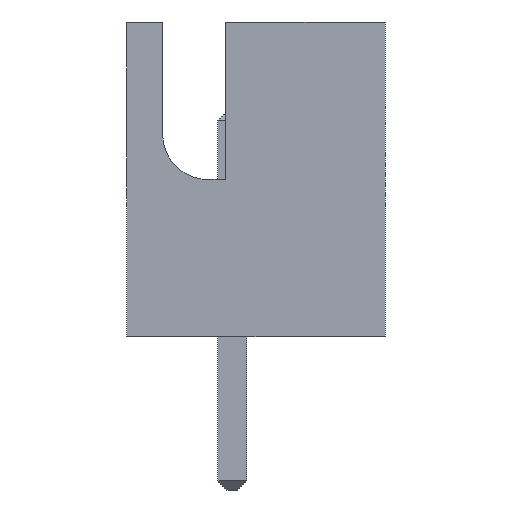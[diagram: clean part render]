
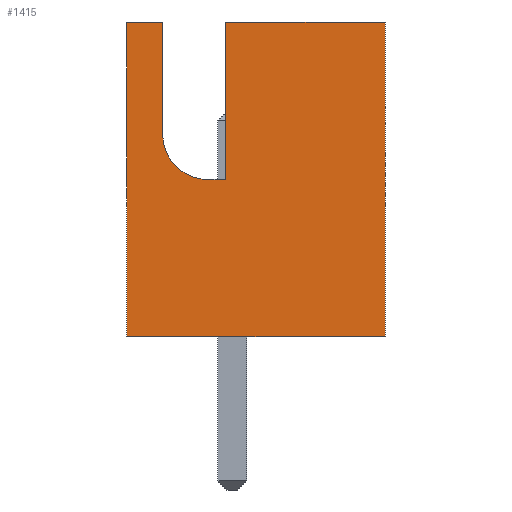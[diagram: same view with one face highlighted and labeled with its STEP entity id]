
A CAD part, left-side view. The second image highlights one B-rep face of the part: STEP entity #1415.
In plain terms, the highlighted planar face has unit normal (-1, 0, 0).
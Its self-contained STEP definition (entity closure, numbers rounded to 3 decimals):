
#59=CIRCLE('',#1508,1.);
#69=FACE_OUTER_BOUND('',#147,.T.);
#147=EDGE_LOOP('',(#955,#956,#957,#958,#959,#960,#961,#962,#963));
#237=LINE('',#1981,#429);
#242=LINE('',#1992,#434);
#243=LINE('',#1994,#435);
#244=LINE('',#1998,#436);
#245=LINE('',#2000,#437);
#246=LINE('',#2002,#438);
#247=LINE('',#2003,#439);
#248=LINE('',#2004,#440);
#429=VECTOR('',#1605,10.);
#434=VECTOR('',#1614,10.);
#435=VECTOR('',#1615,10.);
#436=VECTOR('',#1618,10.);
#437=VECTOR('',#1619,10.);
#438=VECTOR('',#1620,10.);
#439=VECTOR('',#1621,10.);
#440=VECTOR('',#1622,10.);
#621=VERTEX_POINT('',#1978);
#622=VERTEX_POINT('',#1980);
#625=VERTEX_POINT('',#1990);
#626=VERTEX_POINT('',#1991);
#627=VERTEX_POINT('',#1993);
#628=VERTEX_POINT('',#1995);
#629=VERTEX_POINT('',#1997);
#630=VERTEX_POINT('',#1999);
#631=VERTEX_POINT('',#2001);
#749=EDGE_CURVE('',#621,#622,#237,.F.);
#754=EDGE_CURVE('',#625,#626,#242,.F.);
#755=EDGE_CURVE('',#626,#627,#243,.F.);
#756=EDGE_CURVE('',#627,#628,#59,.F.);
#757=EDGE_CURVE('',#628,#629,#244,.F.);
#758=EDGE_CURVE('',#630,#629,#245,.F.);
#759=EDGE_CURVE('',#630,#631,#246,.T.);
#760=EDGE_CURVE('',#631,#622,#247,.F.);
#761=EDGE_CURVE('',#621,#625,#248,.T.);
#955=ORIENTED_EDGE('',*,*,#754,.T.);
#956=ORIENTED_EDGE('',*,*,#755,.T.);
#957=ORIENTED_EDGE('',*,*,#756,.T.);
#958=ORIENTED_EDGE('',*,*,#757,.T.);
#959=ORIENTED_EDGE('',*,*,#758,.F.);
#960=ORIENTED_EDGE('',*,*,#759,.T.);
#961=ORIENTED_EDGE('',*,*,#760,.T.);
#962=ORIENTED_EDGE('',*,*,#749,.F.);
#963=ORIENTED_EDGE('',*,*,#761,.T.);
#1341=PLANE('',#1507);
#1415=ADVANCED_FACE('',(#69),#1341,.T.);
#1507=AXIS2_PLACEMENT_3D('',#1989,#1612,#1613);
#1508=AXIS2_PLACEMENT_3D('',#1996,#1616,#1617);
#1605=DIRECTION('',(0.,0.,1.));
#1612=DIRECTION('center_axis',(-1.,0.,0.));
#1613=DIRECTION('ref_axis',(0.,-1.,0.));
#1614=DIRECTION('',(0.,0.,1.));
#1615=DIRECTION('',(0.,-1.,0.));
#1616=DIRECTION('center_axis',(-1.,0.,0.));
#1617=DIRECTION('ref_axis',(0.,-1.,0.));
#1618=DIRECTION('',(0.,0.,-1.));
#1619=DIRECTION('',(0.,1.,0.));
#1620=DIRECTION('',(0.,0.,-1.));
#1621=DIRECTION('',(0.,1.,0.));
#1622=DIRECTION('',(0.,1.,0.));
#1978=CARTESIAN_POINT('',(-2.6,-3.4,7.));
#1980=CARTESIAN_POINT('',(-2.6,-3.4,0.));
#1981=CARTESIAN_POINT('',(-2.6,-3.4,0.));
#1989=CARTESIAN_POINT('Origin',(-2.6,2.35,0.));
#1990=CARTESIAN_POINT('',(-2.6,0.15,7.));
#1991=CARTESIAN_POINT('',(-2.6,0.15,3.5));
#1992=CARTESIAN_POINT('',(-2.6,0.15,3.5));
#1993=CARTESIAN_POINT('',(-2.6,0.55,3.5));
#1994=CARTESIAN_POINT('',(-2.6,1.25,3.5));
#1995=CARTESIAN_POINT('',(-2.6,1.55,4.5));
#1996=CARTESIAN_POINT('Origin',(-2.6,0.55,4.5));
#1997=CARTESIAN_POINT('',(-2.6,1.55,7.));
#1998=CARTESIAN_POINT('',(-2.6,1.55,1.));
#1999=CARTESIAN_POINT('',(-2.6,2.35,7.));
#2000=CARTESIAN_POINT('',(-2.6,1.175,7.));
#2001=CARTESIAN_POINT('',(-2.6,2.35,0.));
#2002=CARTESIAN_POINT('',(-2.6,2.35,0.));
#2003=CARTESIAN_POINT('',(-2.6,1.175,0.));
#2004=CARTESIAN_POINT('',(-2.6,1.175,7.));
